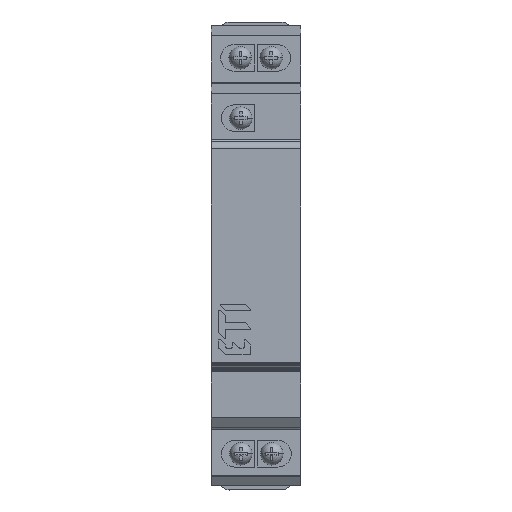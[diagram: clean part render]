
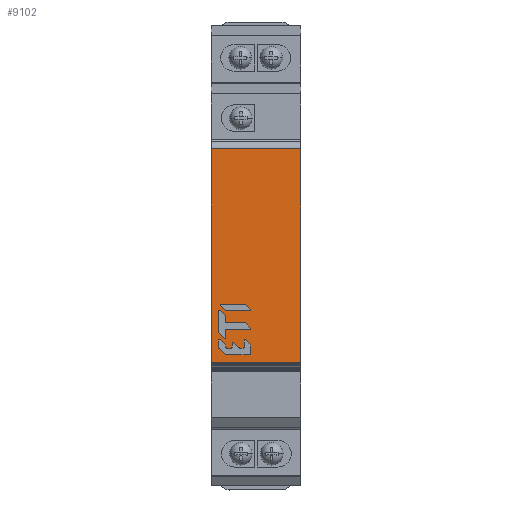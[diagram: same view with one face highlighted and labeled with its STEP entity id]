
A CAD part, top view. The second image highlights one B-rep face of the part: STEP entity #9102.
In plain terms, the highlighted planar face has unit normal (0, 0, 1).
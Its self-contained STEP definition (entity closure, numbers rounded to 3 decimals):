
#8627=DIRECTION('',(0.,1.,0.));
#8628=VECTOR('',#8627,17.5);
#8629=CARTESIAN_POINT('',(139.53,60.939,81.));
#8630=LINE('',#8629,#8628);
#8717=CARTESIAN_POINT('',(97.831,60.935,81.));
#8722=CARTESIAN_POINT('',(139.53,60.939,81.));
#8839=DIRECTION('',(-1.,0.,0.));
#8840=VECTOR('',#8839,41.7);
#8841=CARTESIAN_POINT('',(139.53,60.939,81.));
#8842=LINE('',#8841,#8840);
#8846=DIRECTION('',(1.,0.,0.));
#8847=VECTOR('',#8846,41.7);
#8848=CARTESIAN_POINT('',(97.829,78.435,81.));
#8849=LINE('',#8848,#8847);
#8860=DIRECTION('',(0.,-1.,0.));
#8861=VECTOR('',#8860,17.5);
#8862=CARTESIAN_POINT('',(97.829,78.435,81.));
#8863=LINE('',#8862,#8861);
#8958=VERTEX_POINT('',#8722);
#8960=CARTESIAN_POINT('',(139.529,78.439,81.));
#8961=VERTEX_POINT('',#8960);
#8976=VERTEX_POINT('',#8717);
#8979=CARTESIAN_POINT('',(97.829,78.435,81.));
#8980=VERTEX_POINT('',#8979);
#9090=CARTESIAN_POINT('',(97.831,60.935,81.));
#9091=DIRECTION('',(0.,0.,1.));
#9092=DIRECTION('',(1.,0.,0.));
#9093=AXIS2_PLACEMENT_3D('',#9090,#9091,#9092);
#9094=PLANE('',#9093);
#9095=ORIENTED_EDGE('',*,*,#9038,.T.);
#9097=ORIENTED_EDGE('',*,*,#9096,.F.);
#9098=ORIENTED_EDGE('',*,*,#9065,.T.);
#9099=ORIENTED_EDGE('',*,*,#9002,.F.);
#9100=EDGE_LOOP('',(#9095,#9097,#9098,#9099));
#9101=FACE_OUTER_BOUND('',#9100,.F.);
#9002=EDGE_CURVE('',#8958,#8961,#8630,.T.);
#9038=EDGE_CURVE('',#8958,#8976,#8842,.T.);
#9065=EDGE_CURVE('',#8980,#8961,#8849,.T.);
#9096=EDGE_CURVE('',#8980,#8976,#8863,.T.);
#9102=ADVANCED_FACE('',(#9101),#9094,.T.);
